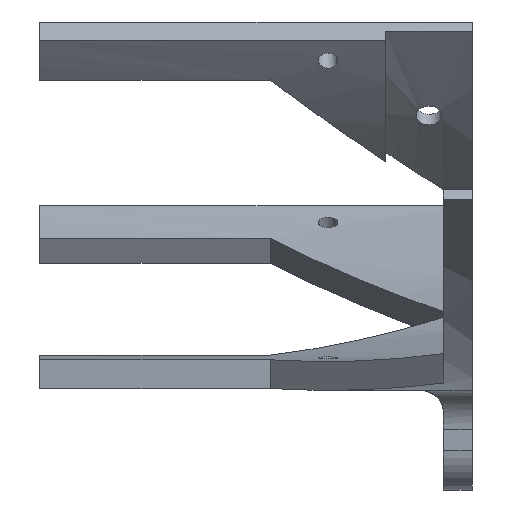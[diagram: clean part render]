
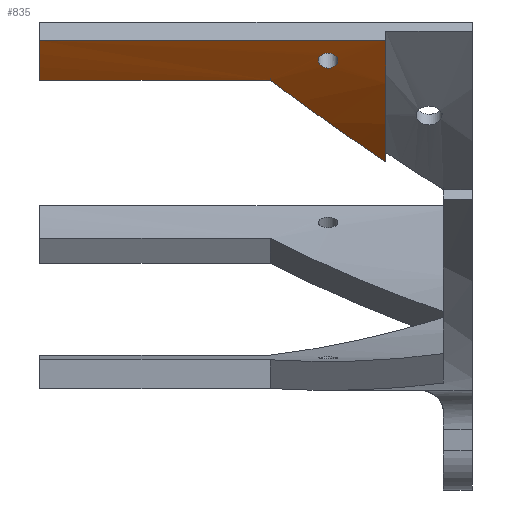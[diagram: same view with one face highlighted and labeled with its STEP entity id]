
A CAD part, left-side view. The second image highlights one B-rep face of the part: STEP entity #835.
In plain terms, the highlighted cylindrical face has radius 160 mm (diameter 320 mm), a partial arc.
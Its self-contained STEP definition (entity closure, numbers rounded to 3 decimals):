
#60=FACE_BOUND('',#163,.T.);
#75=B_SPLINE_CURVE_WITH_KNOTS('',3,(#1391,#1392,#1393,#1394,#1395,#1396,
#1397,#1398,#1399,#1400),.UNSPECIFIED.,.F.,.F.,(4,2,2,2,4),(0.,0.064,
0.128,0.192,0.256),.UNSPECIFIED.);
#76=B_SPLINE_CURVE_WITH_KNOTS('',3,(#1401,#1402,#1403,#1404,#1405,#1406,
#1407,#1408,#1409,#1410,#1411,#1412,#1413,#1414,#1415,#1416,#1417,#1418,
#1419,#1420,#1421,#1422,#1423,#1424,#1425,#1426),.UNSPECIFIED.,.F.,.F.,
(4,2,2,2,2,2,2,2,2,2,2,2,4),(0.256,0.32,0.384,
0.448,0.512,0.576,0.64,
0.704,0.768,0.832,0.897,
0.961,1.025),.UNSPECIFIED.);
#93=ELLIPSE('',#914,226.274,160.);
#100=CYLINDRICAL_SURFACE('',#913,160.);
#120=FACE_OUTER_BOUND('',#162,.T.);
#162=EDGE_LOOP('',(#610,#611,#612,#613,#614));
#163=EDGE_LOOP('',(#615,#616));
#226=LINE('',#1383,#284);
#227=LINE('',#1388,#285);
#284=VECTOR('',#1045,10.);
#285=VECTOR('',#1050,10.);
#323=CIRCLE('',#894,160.);
#334=CIRCLE('',#915,160.);
#362=VERTEX_POINT('',#1218);
#363=VERTEX_POINT('',#1220);
#396=VERTEX_POINT('',#1382);
#397=VERTEX_POINT('',#1384);
#398=VERTEX_POINT('',#1386);
#399=VERTEX_POINT('',#1389);
#400=VERTEX_POINT('',#1390);
#445=EDGE_CURVE('',#363,#362,#323,.T.);
#483=EDGE_CURVE('',#396,#362,#226,.T.);
#484=EDGE_CURVE('',#397,#396,#93,.T.);
#485=EDGE_CURVE('',#397,#398,#334,.T.);
#486=EDGE_CURVE('',#398,#363,#227,.T.);
#487=EDGE_CURVE('',#399,#400,#75,.T.);
#488=EDGE_CURVE('',#400,#399,#76,.T.);
#610=ORIENTED_EDGE('',*,*,#445,.T.);
#611=ORIENTED_EDGE('',*,*,#483,.F.);
#612=ORIENTED_EDGE('',*,*,#484,.F.);
#613=ORIENTED_EDGE('',*,*,#485,.T.);
#614=ORIENTED_EDGE('',*,*,#486,.T.);
#615=ORIENTED_EDGE('',*,*,#487,.T.);
#616=ORIENTED_EDGE('',*,*,#488,.T.);
#835=ADVANCED_FACE('',(#120,#60),#100,.T.);
#894=AXIS2_PLACEMENT_3D('',#1221,#986,#987);
#913=AXIS2_PLACEMENT_3D('',#1381,#1043,#1044);
#914=AXIS2_PLACEMENT_3D('',#1385,#1046,#1047);
#915=AXIS2_PLACEMENT_3D('',#1387,#1048,#1049);
#986=DIRECTION('center_axis',(0.,-1.,0.));
#987=DIRECTION('ref_axis',(-1.,0.,0.));
#1043=DIRECTION('center_axis',(0.,1.,0.));
#1044=DIRECTION('ref_axis',(-1.,0.,0.));
#1045=DIRECTION('',(0.,1.,0.));
#1046=DIRECTION('center_axis',(0.455,0.707,-0.542));
#1047=DIRECTION('ref_axis',(-0.455,0.707,0.542));
#1048=DIRECTION('center_axis',(0.,1.,0.));
#1049=DIRECTION('ref_axis',(-1.,0.,0.));
#1050=DIRECTION('',(0.,1.,0.));
#1218=CARTESIAN_POINT('',(-119.626,75.,-106.253));
#1220=CARTESIAN_POINT('',(-125.411,75.,-99.358));
#1221=CARTESIAN_POINT('Origin',(0.,75.,0.));
#1381=CARTESIAN_POINT('Origin',(0.,0.,0.));
#1382=CARTESIAN_POINT('',(-119.626,35.,-106.253));
#1383=CARTESIAN_POINT('',(-119.626,0.,-106.253));
#1384=CARTESIAN_POINT('',(-105.373,15.,-120.401));
#1385=CARTESIAN_POINT('Origin',(0.,39.5,0.));
#1386=CARTESIAN_POINT('',(-125.411,15.,-99.358));
#1387=CARTESIAN_POINT('Origin',(0.,15.,0.));
#1388=CARTESIAN_POINT('',(-125.411,0.,-99.358));
#1389=CARTESIAN_POINT('',(-123.653,25.,-101.538));
#1390=CARTESIAN_POINT('',(-122.567,23.3,-102.846));
#1391=CARTESIAN_POINT('Ctrl Pts',(-123.653,25.,-101.538));
#1392=CARTESIAN_POINT('Ctrl Pts',(-123.653,24.787,-101.538));
#1393=CARTESIAN_POINT('Ctrl Pts',(-123.626,24.559,-101.571));
#1394=CARTESIAN_POINT('Ctrl Pts',(-123.516,24.14,-101.705));
#1395=CARTESIAN_POINT('Ctrl Pts',(-123.432,23.949,-101.806));
#1396=CARTESIAN_POINT('Ctrl Pts',(-123.24,23.647,-102.039));
#1397=CARTESIAN_POINT('Ctrl Pts',(-123.118,23.516,-102.186));
#1398=CARTESIAN_POINT('Ctrl Pts',(-122.85,23.343,-102.508));
#1399=CARTESIAN_POINT('Ctrl Pts',(-122.704,23.3,-102.682));
#1400=CARTESIAN_POINT('Ctrl Pts',(-122.567,23.3,-102.846));
#1401=CARTESIAN_POINT('Ctrl Pts',(-122.567,23.3,-102.846));
#1402=CARTESIAN_POINT('Ctrl Pts',(-122.43,23.3,-103.01));
#1403=CARTESIAN_POINT('Ctrl Pts',(-122.283,23.343,-103.184));
#1404=CARTESIAN_POINT('Ctrl Pts',(-122.013,23.516,-103.503));
#1405=CARTESIAN_POINT('Ctrl Pts',(-121.889,23.647,-103.649));
#1406=CARTESIAN_POINT('Ctrl Pts',(-121.693,23.949,-103.879));
#1407=CARTESIAN_POINT('Ctrl Pts',(-121.608,24.14,-103.978));
#1408=CARTESIAN_POINT('Ctrl Pts',(-121.495,24.559,-104.11));
#1409=CARTESIAN_POINT('Ctrl Pts',(-121.467,24.787,-104.142));
#1410=CARTESIAN_POINT('Ctrl Pts',(-121.467,25.213,-104.142));
#1411=CARTESIAN_POINT('Ctrl Pts',(-121.495,25.441,-104.11));
#1412=CARTESIAN_POINT('Ctrl Pts',(-121.608,25.86,-103.978));
#1413=CARTESIAN_POINT('Ctrl Pts',(-121.693,26.051,-103.879));
#1414=CARTESIAN_POINT('Ctrl Pts',(-121.889,26.353,-103.649));
#1415=CARTESIAN_POINT('Ctrl Pts',(-122.013,26.484,-103.503));
#1416=CARTESIAN_POINT('Ctrl Pts',(-122.283,26.657,-103.184));
#1417=CARTESIAN_POINT('Ctrl Pts',(-122.43,26.7,-103.01));
#1418=CARTESIAN_POINT('Ctrl Pts',(-122.704,26.7,-102.682));
#1419=CARTESIAN_POINT('Ctrl Pts',(-122.85,26.657,-102.508));
#1420=CARTESIAN_POINT('Ctrl Pts',(-123.118,26.484,-102.186));
#1421=CARTESIAN_POINT('Ctrl Pts',(-123.24,26.353,-102.039));
#1422=CARTESIAN_POINT('Ctrl Pts',(-123.432,26.051,-101.806));
#1423=CARTESIAN_POINT('Ctrl Pts',(-123.516,25.86,-101.705));
#1424=CARTESIAN_POINT('Ctrl Pts',(-123.626,25.441,-101.571));
#1425=CARTESIAN_POINT('Ctrl Pts',(-123.653,25.213,-101.538));
#1426=CARTESIAN_POINT('Ctrl Pts',(-123.653,25.,-101.538));
